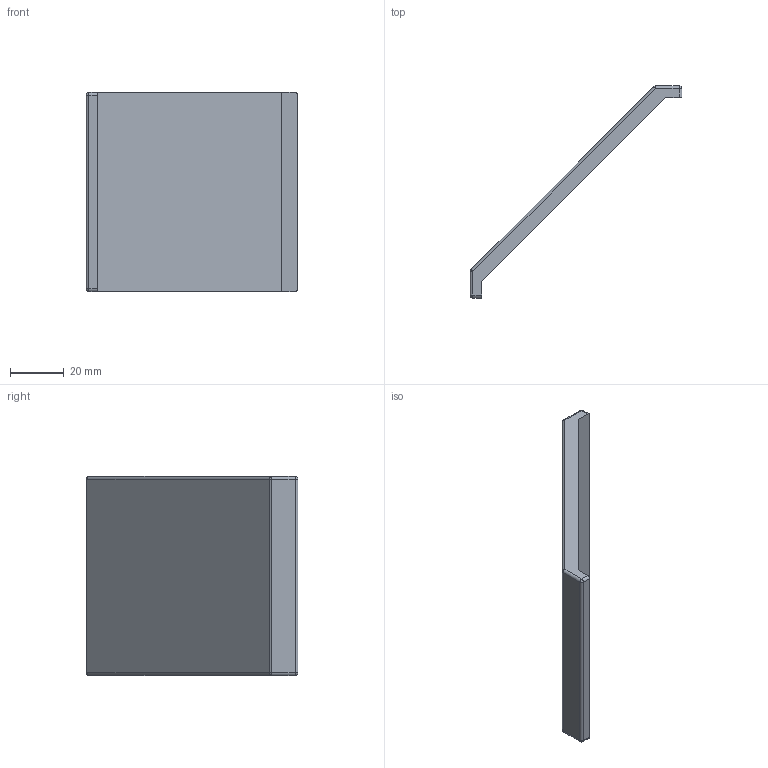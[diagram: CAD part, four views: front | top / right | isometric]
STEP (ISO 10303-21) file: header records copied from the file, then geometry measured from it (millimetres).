
FILE_DESCRIPTION(/* description */ (''),/* implementation_level */ '2;1');
FILE_NAME(/* name */ '123025',/* time_stamp */ '2014-10-06T12:25:32+02:00',/* author */ (''),/* organization */ (''),/* preprocessor_version */ 'ST-DEVELOPER v14',/* originating_system */ 'HiCAD 2013 1802.4 Build 509',/* authorisation */ '');
FILE_SCHEMA (('AUTOMOTIVE_DESIGN { 1 0 10303 214 1 1 1 1 }'));
Length unit declared in the file: millimetre
Products named in the file (2): Root; 123025AFDEKKAP HOEKSTUK 80X80 BASICBOIKON
Assembly tree (1 placements, depth 2):
  Root
    123025AFDEKKAP HOEKSTUK 80X80 BASICBOIKON
Bounding box: 78.74 x 78.74 x 74 mm (x, y, z)
Volume: 48023.2 mm3; surface area: 18489.8 mm2
Topology: 1 solids, 1 shells, 32 faces, 74 edges, 37 vertices
Faces by surface type: cylinder 14, plane 10, sphere 8
Entity records: 1524 total; most frequent: DIRECTION 162, CARTESIAN_POINT 137, PRESENTATION_STYLE_ASSIGNMENT 133, COLOUR_RGB 133, DRAUGHTING_PRE_DEFINED_CURVE_FONT 132, CURVE_STYLE 132, OVER_RIDING_STYLED_ITEM 132, ORIENTED_EDGE 132
